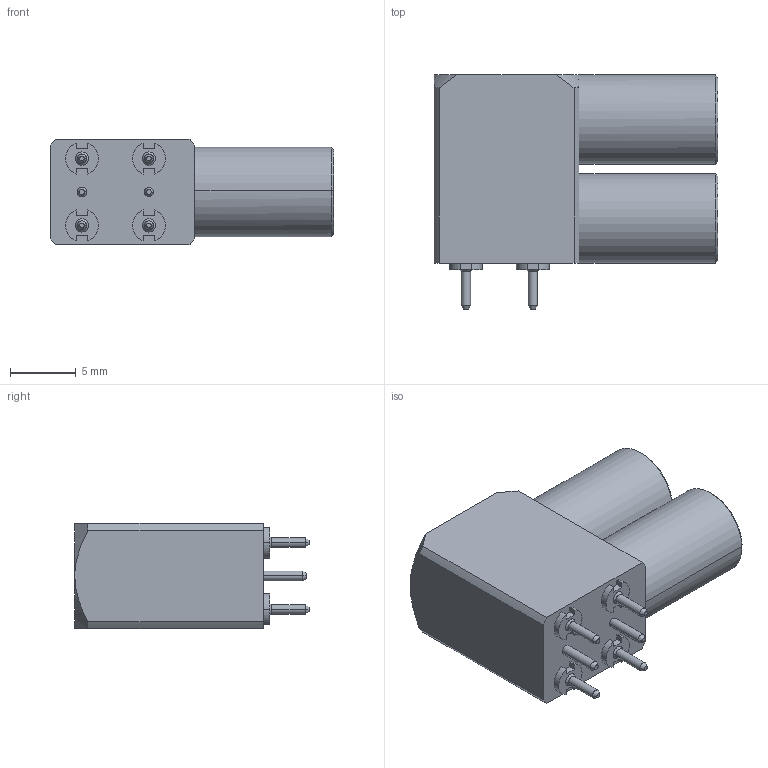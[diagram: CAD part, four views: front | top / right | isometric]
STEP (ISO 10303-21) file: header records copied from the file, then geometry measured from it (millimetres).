
FILE_DESCRIPTION (( 'STEP AP214' ), '1' );
FILE_NAME ('epy_00_250_ntn.STEP', '2025-09-10T08:15:33', ( '' ), ( '' ), 'SwSTEP 2.0', 'SolidWorks 2025', '' );
FILE_SCHEMA (( 'AUTOMOTIVE_DESIGN' ));
Length unit declared in the file: millimetre
Products named in the file (1): epy_00_250_ntn
Bounding box: 21.55 x 17.8 x 8 mm (x, y, z)
Volume: 1689.9 mm3; surface area: 1686.6 mm2
Topology: 1 solids, 1 shells, 132 faces, 311 edges, 193 vertices
Faces by surface type: cylinder 48, plane 48, cone 36
Entity records: 5192 total; most frequent: DIRECTION 697, CARTESIAN_POINT 645, ORIENTED_EDGE 610, EDGE_CURVE 305, AXIS2_PLACEMENT_3D 267, VERTEX_POINT 191, VECTOR 163, LINE 163
